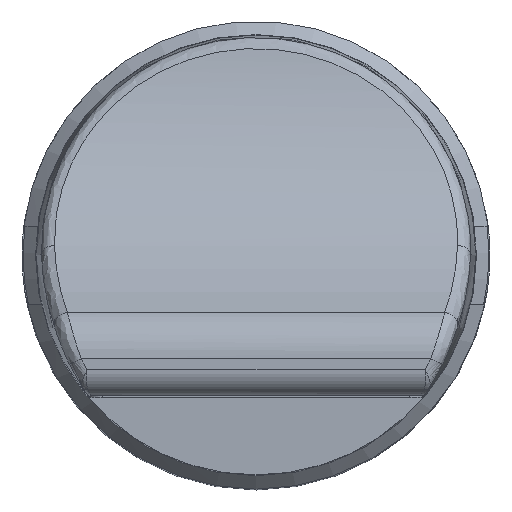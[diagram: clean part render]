
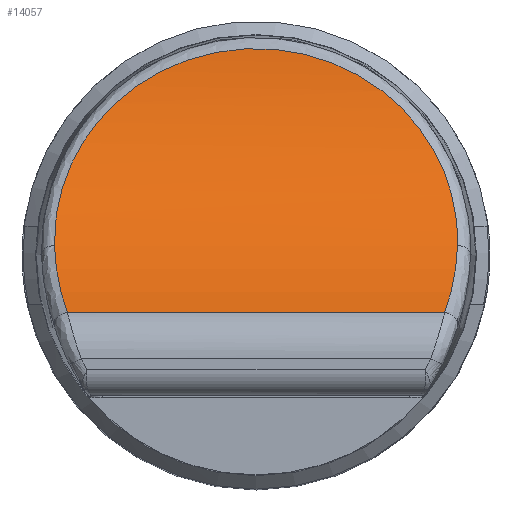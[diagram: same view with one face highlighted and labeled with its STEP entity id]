
A CAD part, top view. The second image highlights one B-rep face of the part: STEP entity #14057.
In plain terms, the highlighted cylindrical face has radius 14 mm (diameter 28 mm), a partial arc.
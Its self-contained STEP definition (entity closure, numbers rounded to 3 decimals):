
#3792=CARTESIAN_POINT('',(7.701,0.348,48.955));
#3793=CARTESIAN_POINT('',(7.697,0.2,49.099));
#3794=CARTESIAN_POINT('',(7.681,-0.098,
49.401));
#3795=CARTESIAN_POINT('',(7.63,-0.546,
49.9));
#3796=CARTESIAN_POINT('',(7.555,-0.989,
50.444));
#3797=CARTESIAN_POINT('',(7.457,-1.422,51.036));
#3798=CARTESIAN_POINT('',(7.34,-1.837,51.672));
#3799=CARTESIAN_POINT('',(7.254,-2.095,52.12));
#3800=CARTESIAN_POINT('',(7.209,-2.22,52.35));
#3802=DIRECTION('',(1.,0.,0.));
#3803=VECTOR('',#3802,14.418);
#3804=CARTESIAN_POINT('',(-7.209,-2.22,
52.35));
#3805=LINE('',#3804,#3803);
#3806=CARTESIAN_POINT('',(-7.209,-2.22,
52.35));
#3807=CARTESIAN_POINT('',(-7.254,-2.095,
52.119));
#3808=CARTESIAN_POINT('',(-7.34,-1.837,
51.671));
#3809=CARTESIAN_POINT('',(-7.457,-1.422,
51.036));
#3810=CARTESIAN_POINT('',(-7.555,-0.989,
50.444));
#3811=CARTESIAN_POINT('',(-7.63,-0.546,
49.899));
#3812=CARTESIAN_POINT('',(-7.681,-0.098,
49.401));
#3813=CARTESIAN_POINT('',(-7.697,0.2,
49.099));
#3814=CARTESIAN_POINT('',(-7.701,0.348,
48.955));
#3816=CARTESIAN_POINT('',(-7.701,0.348,
48.955));
#3817=CARTESIAN_POINT('',(-7.706,0.518,
48.79));
#3818=CARTESIAN_POINT('',(-7.702,0.858,
48.476));
#3819=CARTESIAN_POINT('',(-7.66,1.362,48.055));
#3820=CARTESIAN_POINT('',(-7.582,1.859,47.677));
#3821=CARTESIAN_POINT('',(-7.469,2.347,47.338));
#3822=CARTESIAN_POINT('',(-7.322,2.825,47.034));
#3823=CARTESIAN_POINT('',(-7.142,3.293,46.763));
#3824=CARTESIAN_POINT('',(-6.929,3.749,46.52));
#3825=CARTESIAN_POINT('',(-6.682,4.193,46.304));
#3826=CARTESIAN_POINT('',(-6.401,4.624,46.113));
#3827=CARTESIAN_POINT('',(-6.087,5.04,45.944));
#3828=CARTESIAN_POINT('',(-5.738,5.44,45.796));
#3829=CARTESIAN_POINT('',(-5.354,5.82,45.668));
#3830=CARTESIAN_POINT('',(-4.937,6.179,45.559));
#3831=CARTESIAN_POINT('',(-4.486,6.512,45.466));
#3832=CARTESIAN_POINT('',(-4.003,6.817,45.389));
#3833=CARTESIAN_POINT('',(-3.491,7.09,45.326));
#3834=CARTESIAN_POINT('',(-2.952,7.328,45.277));
#3835=CARTESIAN_POINT('',(-2.39,7.527,45.238));
#3836=CARTESIAN_POINT('',(-1.809,7.684,45.21));
#3837=CARTESIAN_POINT('',(-1.214,7.798,45.19));
#3838=CARTESIAN_POINT('',(-0.609,7.867,
45.179));
#3839=CARTESIAN_POINT('',(0.,7.89,45.175));
#3840=CARTESIAN_POINT('',(0.61,7.867,45.179));
#3841=CARTESIAN_POINT('',(1.214,7.798,45.19));
#3842=CARTESIAN_POINT('',(1.809,7.684,45.21));
#3843=CARTESIAN_POINT('',(2.39,7.527,45.238));
#3844=CARTESIAN_POINT('',(2.952,7.328,45.277));
#3845=CARTESIAN_POINT('',(3.491,7.09,45.327));
#3846=CARTESIAN_POINT('',(4.003,6.817,45.389));
#3847=CARTESIAN_POINT('',(4.486,6.512,45.466));
#3848=CARTESIAN_POINT('',(4.937,6.179,45.559));
#3849=CARTESIAN_POINT('',(5.355,5.82,45.668));
#3850=CARTESIAN_POINT('',(5.738,5.44,45.796));
#3851=CARTESIAN_POINT('',(6.087,5.04,45.944));
#3852=CARTESIAN_POINT('',(6.402,4.624,46.113));
#3853=CARTESIAN_POINT('',(6.682,4.193,46.304));
#3854=CARTESIAN_POINT('',(6.929,3.749,46.52));
#3855=CARTESIAN_POINT('',(7.143,3.292,46.763));
#3856=CARTESIAN_POINT('',(7.323,2.825,47.035));
#3857=CARTESIAN_POINT('',(7.469,2.347,47.338));
#3858=CARTESIAN_POINT('',(7.582,1.859,47.677));
#3859=CARTESIAN_POINT('',(7.66,1.362,48.055));
#3860=CARTESIAN_POINT('',(7.702,0.858,48.477));
#3861=CARTESIAN_POINT('',(7.706,0.518,48.79));
#3862=CARTESIAN_POINT('',(7.701,0.348,48.955));
#6117=VERTEX_POINT('',#3792);
#6118=VERTEX_POINT('',#3800);
#6122=VERTEX_POINT('',#3816);
#6124=VERTEX_POINT('',#3806);
#14046=CARTESIAN_POINT('',(10.,10.1,59.));
#14047=DIRECTION('',(-1.,0.,0.));
#14048=DIRECTION('',(0.,1.,0.));
#14049=AXIS2_PLACEMENT_3D('',#14046,#14047,#14048);
#14050=CYLINDRICAL_SURFACE('',#14049,14.);
#14051=ORIENTED_EDGE('',*,*,#14026,.T.);
#14052=ORIENTED_EDGE('',*,*,#13600,.F.);
#14053=ORIENTED_EDGE('',*,*,#13708,.T.);
#14054=ORIENTED_EDGE('',*,*,#13923,.T.);
#14055=EDGE_LOOP('',(#14051,#14052,#14053,#14054));
#14056=FACE_OUTER_BOUND('',#14055,.F.);
#14057=ADVANCED_FACE('',(#14056),#14050,.F.);
#3801=B_SPLINE_CURVE_WITH_KNOTS('',3,(#3792,#3793,#3794,#3795,#3796,#3797,#3798,
#3799,#3800),.UNSPECIFIED.,.F.,.F.,(4,1,1,1,1,1,4),(0.,0.167,
0.333,0.5,0.667,0.833,1.),
.UNSPECIFIED.);
#3815=B_SPLINE_CURVE_WITH_KNOTS('',3,(#3806,#3807,#3808,#3809,#3810,#3811,#3812,
#3813,#3814),.UNSPECIFIED.,.F.,.F.,(4,1,1,1,1,1,4),(0.,0.167,
0.333,0.5,0.667,0.833,1.),
.UNSPECIFIED.);
#3863=B_SPLINE_CURVE_WITH_KNOTS('',3,(#3816,#3817,#3818,#3819,#3820,#3821,#3822,
#3823,#3824,#3825,#3826,#3827,#3828,#3829,#3830,#3831,#3832,#3833,#3834,#3835,
#3836,#3837,#3838,#3839,#3840,#3841,#3842,#3843,#3844,#3845,#3846,#3847,#3848,
#3849,#3850,#3851,#3852,#3853,#3854,#3855,#3856,#3857,#3858,#3859,#3860,#3861,
#3862),.UNSPECIFIED.,.F.,.F.,(4,1,1,1,1,1,1,1,1,1,1,1,1,1,1,1,1,1,1,1,1,1,1,1,1,
1,1,1,1,1,1,1,1,1,1,1,1,1,1,1,1,1,1,1,4),(0.,0.023,
0.045,0.068,0.091,0.114,
0.136,0.159,0.182,0.205,
0.227,0.25,0.273,0.295,0.318,
0.341,0.364,0.386,0.409,
0.432,0.455,0.477,0.5,0.523,
0.545,0.568,0.591,0.614,
0.636,0.659,0.682,0.705,
0.727,0.75,0.773,0.795,0.818,
0.841,0.864,0.886,0.909,
0.932,0.955,0.977,1.),.UNSPECIFIED.);
#13600=EDGE_CURVE('',#6124,#6118,#3805,.T.);
#13708=EDGE_CURVE('',#6124,#6122,#3815,.T.);
#13923=EDGE_CURVE('',#6122,#6117,#3863,.T.);
#14026=EDGE_CURVE('',#6117,#6118,#3801,.T.);
